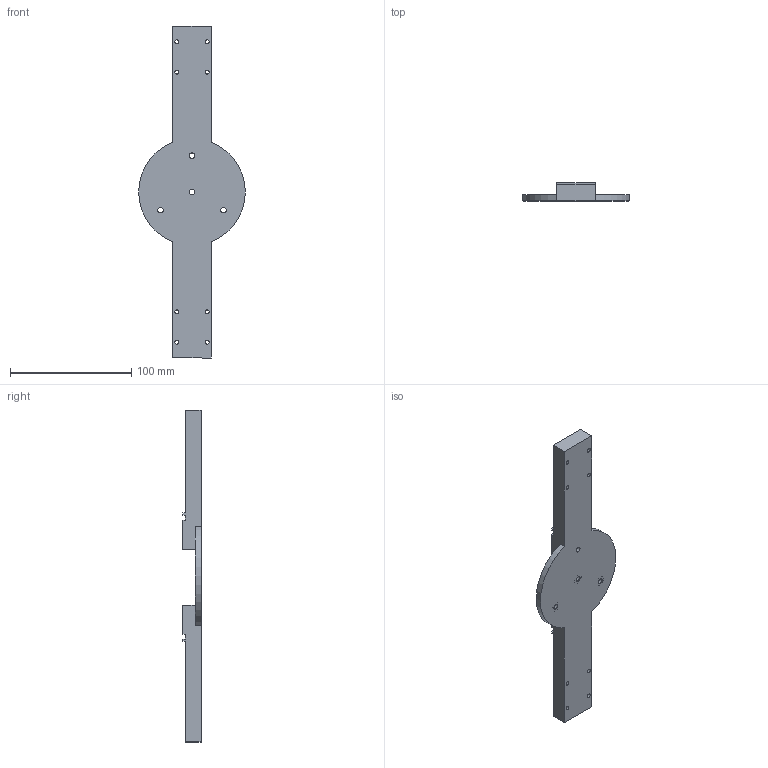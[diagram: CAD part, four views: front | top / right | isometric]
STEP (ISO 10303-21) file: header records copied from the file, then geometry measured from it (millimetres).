
FILE_DESCRIPTION (( 'STEP AP214' ), '1' );
FILE_NAME ('Support impact.STEP', '2021-03-16T15:54:15', ( 'Bostik SA' ), ( 'Bostik SA' ), 'SwSTEP 2.0', 'SolidWorks 2014', '' );
FILE_SCHEMA (( 'AUTOMOTIVE_DESIGN' ));
Length unit declared in the file: millimetre
Products named in the file (1): Support impact
Bounding box: 88 x 15 x 274 mm (x, y, z)
Volume: 117651.8 mm3; surface area: 34261.5 mm2
Topology: 1 solids, 1 shells, 70 faces, 192 edges, 128 vertices
Faces by surface type: plane 36, cylinder 34
Entity records: 2326 total; most frequent: DIRECTION 402, CARTESIAN_POINT 391, ORIENTED_EDGE 384, EDGE_CURVE 192, AXIS2_PLACEMENT_3D 139, VERTEX_POINT 128, LINE 124, VECTOR 124
